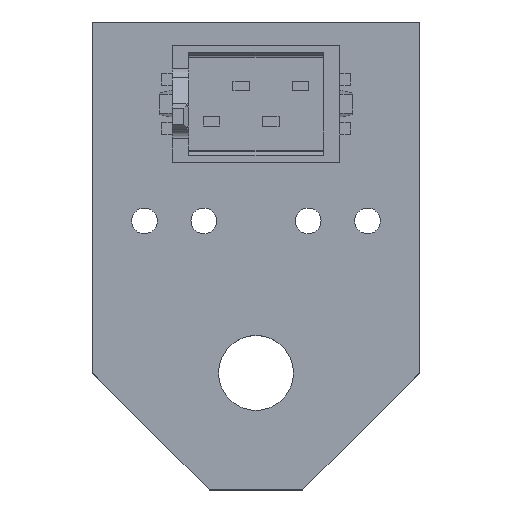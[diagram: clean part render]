
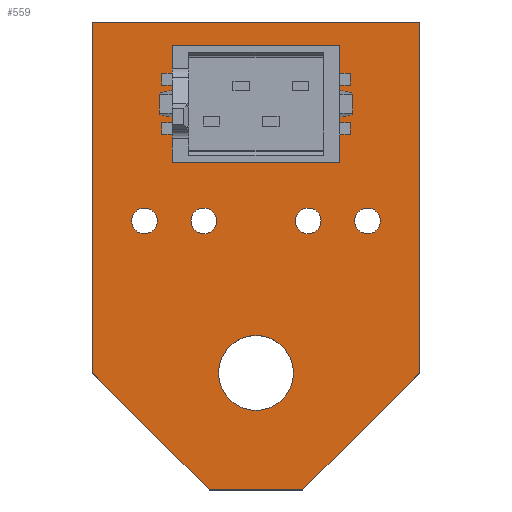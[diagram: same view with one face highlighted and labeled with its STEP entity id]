
A CAD part, top view. The second image highlights one B-rep face of the part: STEP entity #559.
In plain terms, the highlighted planar face has unit normal (0, 0, 1).
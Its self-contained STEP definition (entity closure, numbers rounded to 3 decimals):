
#81 = VERTEX_POINT('',#82);
#82 = CARTESIAN_POINT('',(137.,-100.,0.));
#99 = VERTEX_POINT('',#100);
#100 = CARTESIAN_POINT('',(142.,-95.,0.));
#106 = EDGE_CURVE('',#81,#99,#107,.T.);
#107 = LINE('',#108,#109);
#108 = CARTESIAN_POINT('',(137.,-100.,0.));
#109 = VECTOR('',#110,1.);
#110 = DIRECTION('',(0.707,0.707,0.));
#121 = VERTEX_POINT('',#122);
#122 = CARTESIAN_POINT('',(133.,-100.,0.));
#137 = EDGE_CURVE('',#121,#81,#138,.T.);
#138 = LINE('',#139,#140);
#139 = CARTESIAN_POINT('',(133.,-100.,0.));
#140 = VECTOR('',#141,1.);
#141 = DIRECTION('',(1.,0.,0.));
#161 = VERTEX_POINT('',#162);
#162 = CARTESIAN_POINT('',(142.,-80.,0.));
#168 = EDGE_CURVE('',#99,#161,#169,.T.);
#169 = LINE('',#170,#171);
#170 = CARTESIAN_POINT('',(142.,-95.,0.));
#171 = VECTOR('',#172,1.);
#172 = DIRECTION('',(0.,1.,0.));
#183 = VERTEX_POINT('',#184);
#184 = CARTESIAN_POINT('',(128.,-95.,0.));
#199 = EDGE_CURVE('',#183,#121,#200,.T.);
#200 = LINE('',#201,#202);
#201 = CARTESIAN_POINT('',(128.,-95.,0.));
#202 = VECTOR('',#203,1.);
#203 = DIRECTION('',(0.707,-0.707,0.));
#223 = VERTEX_POINT('',#224);
#224 = CARTESIAN_POINT('',(128.,-80.,0.));
#230 = EDGE_CURVE('',#161,#223,#231,.T.);
#231 = LINE('',#232,#233);
#232 = CARTESIAN_POINT('',(142.,-80.,0.));
#233 = VECTOR('',#234,1.);
#234 = DIRECTION('',(-1.,0.,0.));
#252 = EDGE_CURVE('',#223,#183,#253,.T.);
#253 = LINE('',#254,#255);
#254 = CARTESIAN_POINT('',(128.,-80.,0.));
#255 = VECTOR('',#256,1.);
#256 = DIRECTION('',(0.,-1.,0.));
#267 = VERTEX_POINT('',#268);
#268 = CARTESIAN_POINT('',(136.035,-84.77,0.));
#284 = EDGE_CURVE('',#267,#267,#285,.T.);
#285 = CIRCLE('',#286,0.4);
#286 = AXIS2_PLACEMENT_3D('',#287,#288,#289);
#287 = CARTESIAN_POINT('',(135.635,-84.77,0.));
#288 = DIRECTION('',(0.,0.,1.));
#289 = DIRECTION('',(1.,0.,-0.));
#300 = VERTEX_POINT('',#301);
#301 = CARTESIAN_POINT('',(133.495,-84.77,0.));
#317 = EDGE_CURVE('',#300,#300,#318,.T.);
#318 = CIRCLE('',#319,0.4);
#319 = AXIS2_PLACEMENT_3D('',#320,#321,#322);
#320 = CARTESIAN_POINT('',(133.095,-84.77,0.));
#321 = DIRECTION('',(0.,0.,1.));
#322 = DIRECTION('',(1.,0.,-0.));
#333 = VERTEX_POINT('',#334);
#334 = CARTESIAN_POINT('',(133.32,-88.5,0.));
#350 = EDGE_CURVE('',#333,#333,#351,.T.);
#351 = CIRCLE('',#352,0.55);
#352 = AXIS2_PLACEMENT_3D('',#353,#354,#355);
#353 = CARTESIAN_POINT('',(132.77,-88.5,0.));
#354 = DIRECTION('',(0.,0.,1.));
#355 = DIRECTION('',(1.,0.,-0.));
#366 = VERTEX_POINT('',#367);
#367 = CARTESIAN_POINT('',(134.765,-82.23,0.));
#383 = EDGE_CURVE('',#366,#366,#384,.T.);
#384 = CIRCLE('',#385,0.4);
#385 = AXIS2_PLACEMENT_3D('',#386,#387,#388);
#386 = CARTESIAN_POINT('',(134.365,-82.23,0.));
#387 = DIRECTION('',(0.,0.,1.));
#388 = DIRECTION('',(1.,0.,-0.));
#399 = VERTEX_POINT('',#400);
#400 = CARTESIAN_POINT('',(130.78,-88.5,0.));
#416 = EDGE_CURVE('',#399,#399,#417,.T.);
#417 = CIRCLE('',#418,0.55);
#418 = AXIS2_PLACEMENT_3D('',#419,#420,#421);
#419 = CARTESIAN_POINT('',(130.23,-88.5,0.));
#420 = DIRECTION('',(0.,0.,1.));
#421 = DIRECTION('',(1.,0.,-0.));
#432 = VERTEX_POINT('',#433);
#433 = CARTESIAN_POINT('',(137.305,-82.23,0.));
#449 = EDGE_CURVE('',#432,#432,#450,.T.);
#450 = CIRCLE('',#451,0.4);
#451 = AXIS2_PLACEMENT_3D('',#452,#453,#454);
#452 = CARTESIAN_POINT('',(136.905,-82.23,0.));
#453 = DIRECTION('',(0.,0.,1.));
#454 = DIRECTION('',(1.,0.,-0.));
#465 = VERTEX_POINT('',#466);
#466 = CARTESIAN_POINT('',(137.78,-88.5,0.));
#482 = EDGE_CURVE('',#465,#465,#483,.T.);
#483 = CIRCLE('',#484,0.55);
#484 = AXIS2_PLACEMENT_3D('',#485,#486,#487);
#485 = CARTESIAN_POINT('',(137.23,-88.5,0.));
#486 = DIRECTION('',(0.,0.,1.));
#487 = DIRECTION('',(1.,0.,-0.));
#498 = VERTEX_POINT('',#499);
#499 = CARTESIAN_POINT('',(136.6,-95.,0.));
#515 = EDGE_CURVE('',#498,#498,#516,.T.);
#516 = CIRCLE('',#517,1.6);
#517 = AXIS2_PLACEMENT_3D('',#518,#519,#520);
#518 = CARTESIAN_POINT('',(135.,-95.,0.));
#519 = DIRECTION('',(0.,0.,1.));
#520 = DIRECTION('',(1.,0.,-0.));
#531 = VERTEX_POINT('',#532);
#532 = CARTESIAN_POINT('',(140.32,-88.5,0.));
#548 = EDGE_CURVE('',#531,#531,#549,.T.);
#549 = CIRCLE('',#550,0.55);
#550 = AXIS2_PLACEMENT_3D('',#551,#552,#553);
#551 = CARTESIAN_POINT('',(139.77,-88.5,0.));
#552 = DIRECTION('',(0.,0.,1.));
#553 = DIRECTION('',(1.,0.,-0.));
#559 = ADVANCED_FACE('',(#560,#568,#571,#574,#577,#580,#583,#586,#589,
    #592),#595,.T.);
#560 = FACE_BOUND('',#561,.T.);
#561 = EDGE_LOOP('',(#562,#563,#564,#565,#566,#567));
#562 = ORIENTED_EDGE('',*,*,#106,.T.);
#563 = ORIENTED_EDGE('',*,*,#168,.T.);
#564 = ORIENTED_EDGE('',*,*,#230,.T.);
#565 = ORIENTED_EDGE('',*,*,#252,.T.);
#566 = ORIENTED_EDGE('',*,*,#199,.T.);
#567 = ORIENTED_EDGE('',*,*,#137,.T.);
#568 = FACE_BOUND('',#569,.T.);
#569 = EDGE_LOOP('',(#570));
#570 = ORIENTED_EDGE('',*,*,#284,.F.);
#571 = FACE_BOUND('',#572,.T.);
#572 = EDGE_LOOP('',(#573));
#573 = ORIENTED_EDGE('',*,*,#317,.F.);
#574 = FACE_BOUND('',#575,.T.);
#575 = EDGE_LOOP('',(#576));
#576 = ORIENTED_EDGE('',*,*,#350,.F.);
#577 = FACE_BOUND('',#578,.T.);
#578 = EDGE_LOOP('',(#579));
#579 = ORIENTED_EDGE('',*,*,#383,.F.);
#580 = FACE_BOUND('',#581,.T.);
#581 = EDGE_LOOP('',(#582));
#582 = ORIENTED_EDGE('',*,*,#416,.F.);
#583 = FACE_BOUND('',#584,.T.);
#584 = EDGE_LOOP('',(#585));
#585 = ORIENTED_EDGE('',*,*,#449,.F.);
#586 = FACE_BOUND('',#587,.T.);
#587 = EDGE_LOOP('',(#588));
#588 = ORIENTED_EDGE('',*,*,#482,.F.);
#589 = FACE_BOUND('',#590,.T.);
#590 = EDGE_LOOP('',(#591));
#591 = ORIENTED_EDGE('',*,*,#515,.F.);
#592 = FACE_BOUND('',#593,.T.);
#593 = EDGE_LOOP('',(#594));
#594 = ORIENTED_EDGE('',*,*,#548,.F.);
#595 = PLANE('',#596);
#596 = AXIS2_PLACEMENT_3D('',#597,#598,#599);
#597 = CARTESIAN_POINT('',(135.,-88.891,0.));
#598 = DIRECTION('',(0.,0.,1.));
#599 = DIRECTION('',(1.,0.,0.));
